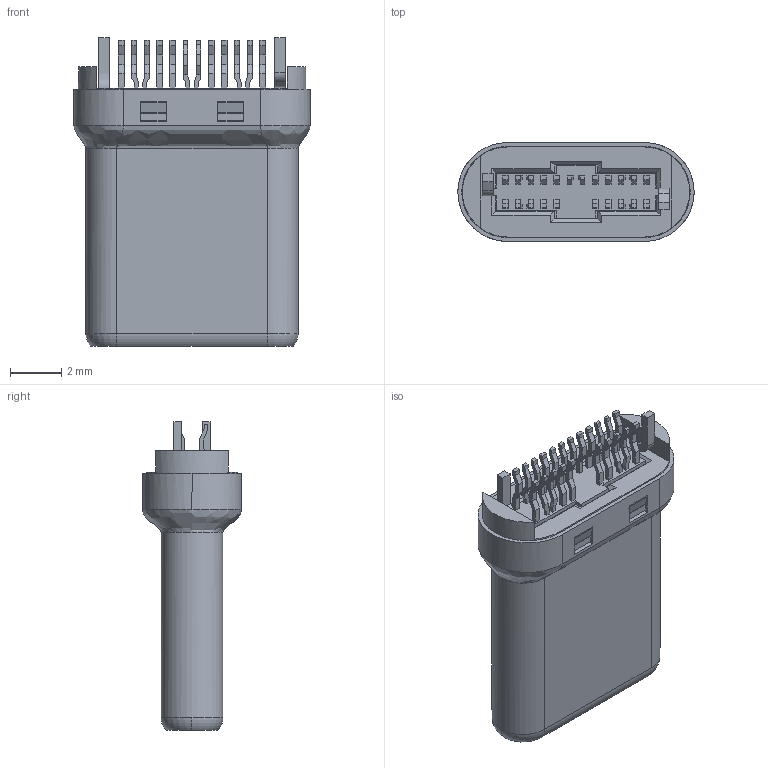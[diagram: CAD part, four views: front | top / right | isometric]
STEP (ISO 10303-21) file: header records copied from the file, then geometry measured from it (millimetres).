
FILE_DESCRIPTION (( 'STEP AP214' ), '1' );
FILE_NAME ('1054440011.STEP', '2023-05-18T22:36:57', ( '' ), ( '' ), 'SwSTEP 2.0', 'SolidWorks 2021', '' );
FILE_SCHEMA (( 'AUTOMOTIVE_DESIGN' ));
Length unit declared in the file: millimetre
Products named in the file (2): 1054440011
Assembly tree (1 placements, depth 2):
  1054440011
    1054440011
Bounding box: 9.18 x 3.84 x 12 mm (x, y, z)
Volume: 183.1 mm3; surface area: 686.6 mm2
Topology: 27 solids, 27 shells, 569 faces, 1491 edges, 984 vertices
Faces by surface type: plane 492, cylinder 54, torus 12, cone 7, bspline 4
Entity records: 18506 total; most frequent: CARTESIAN_POINT 4412, ORIENTED_EDGE 2982, DIRECTION 2564, EDGE_CURVE 1491, VECTOR 1224, LINE 1224, VERTEX_POINT 984, AXIS2_PLACEMENT_3D 670
